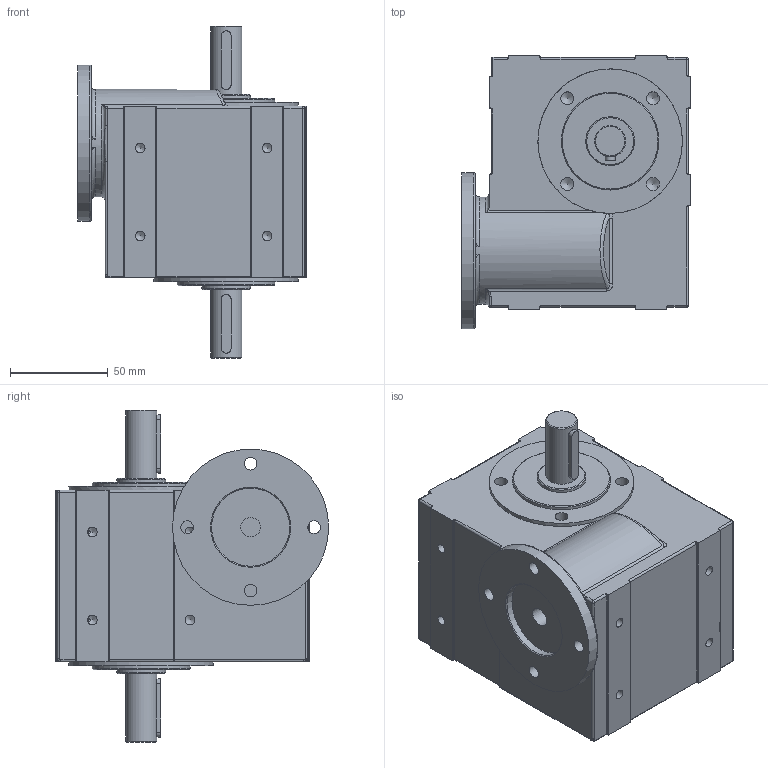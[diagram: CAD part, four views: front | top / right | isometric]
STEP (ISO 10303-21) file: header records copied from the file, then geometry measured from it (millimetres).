
FILE_DESCRIPTION((''),'2;1');
FILE_NAME('A40_25W_B141+2_M1.ipt.stp','2010-03-02T10:04:35',('INDUR'),(''),'Autodesk Inventor 2010','Autodesk Inventor 2010','');
FILE_SCHEMA(('CONFIG_CONTROL_DESIGN'));
Length unit declared in the file: millimetre
Products named in the file (1): A40_25W_B141+2_M1
Bounding box: 117 x 140 x 170 mm (x, y, z)
Volume: 1242339.7 mm3; surface area: 90278.9 mm2
Topology: 1 solids, 1 shells, 388 faces, 1031 edges, 657 vertices
Faces by surface type: plane 141, bspline 130, cylinder 93, cone 19, sphere 4, torus 1
Full cylindrical faces by diameter (mm): 4.917 x8, 6.647 x4, 10 x1, 16 x2, 25 x2, 40 x1, 50 x2, 55 x1, 74 x2, 80 x1
Entity records: 15332 total; most frequent: CARTESIAN_POINT 6353, ORIENTED_EDGE 1808, DIRECTION 1585, EDGE_CURVE 904, VERTEX_POINT 610, AXIS2_PLACEMENT_3D 553, EDGE_LOOP 492, VECTOR 479
